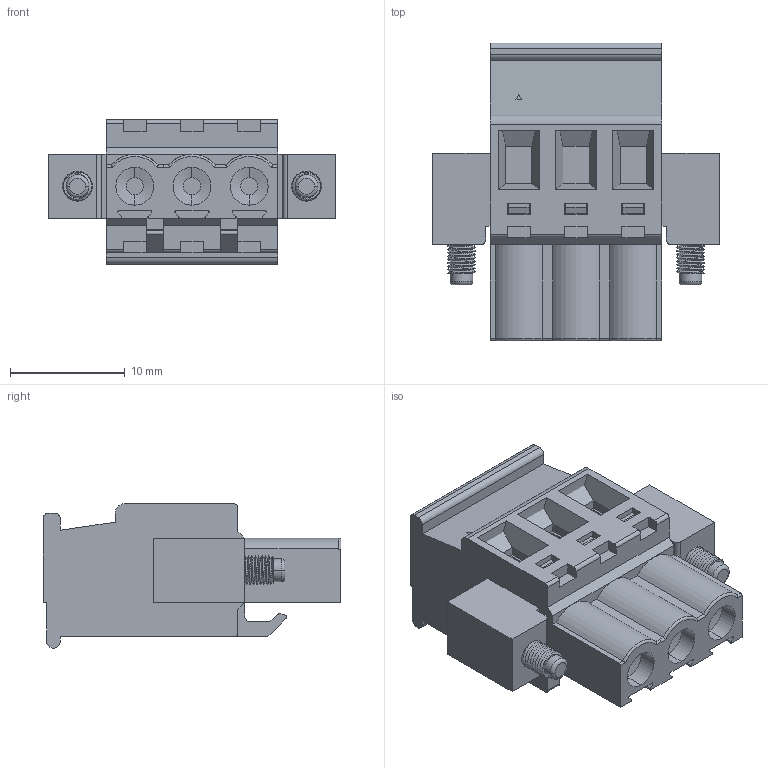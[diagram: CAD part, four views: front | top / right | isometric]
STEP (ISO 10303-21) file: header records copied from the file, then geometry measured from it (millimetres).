
FILE_DESCRIPTION (( 'STEP AP214' ), '1' );
FILE_NAME ('2EDGKBM-5.0-03P-14-00AH.STEP', '2021-03-08T21:31:34', ( '' ), ( '' ), 'SwSTEP 2.0', 'SolidWorks 2020', '' );
FILE_SCHEMA (( 'AUTOMOTIVE_DESIGN' ));
Length unit declared in the file: millimetre
Products named in the file (1): 2EDGKBM-5.0-03P-14-00AH
Bounding box: 25 x 26 x 12.6 mm (x, y, z)
Volume: 3298.6 mm3; surface area: 3193.2 mm2
Topology: 1 solids, 1 shells, 714 faces, 1855 edges, 1210 vertices
Faces by surface type: plane 427, bspline 144, cylinder 91, torus 36, cone 16
Entity records: 35005 total; most frequent: CARTESIAN_POINT 13806, ORIENTED_EDGE 3708, DIRECTION 2915, EDGE_CURVE 1854, VECTOR 1243, LINE 1243, VERTEX_POINT 1208, AXIS2_PLACEMENT_3D 836
